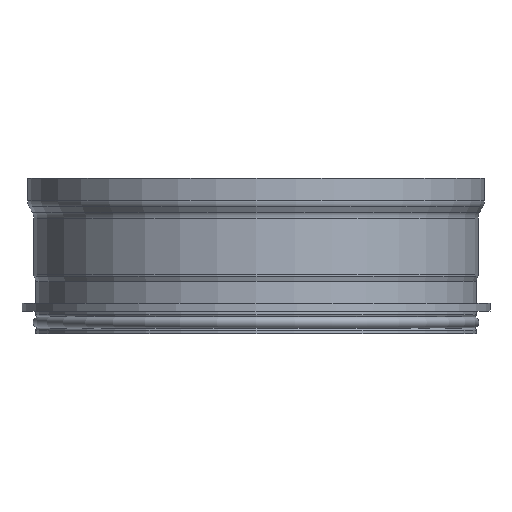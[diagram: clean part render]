
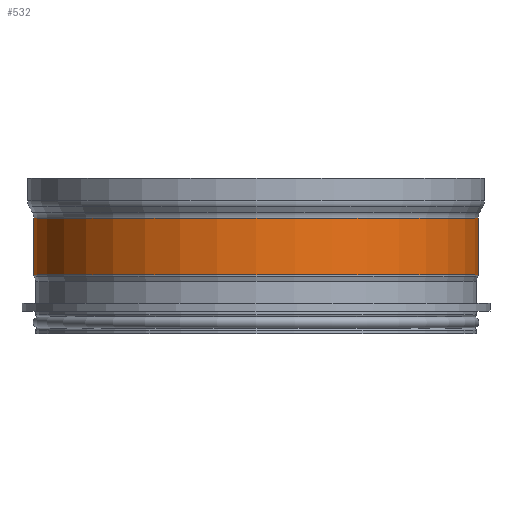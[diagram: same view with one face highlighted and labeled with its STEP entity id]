
A CAD part, front view. The second image highlights one B-rep face of the part: STEP entity #532.
In plain terms, the highlighted cylindrical face has radius 585 mm (diameter 1170 mm), a full revolution.
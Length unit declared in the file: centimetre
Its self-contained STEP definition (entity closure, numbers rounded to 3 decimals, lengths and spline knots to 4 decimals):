
#48=CYLINDRICAL_SURFACE('',#634,58.5);
#73=FACE_OUTER_BOUND('',#111,.T.);
#111=EDGE_LOOP('',(#397,#398,#399,#400,#401,#402));
#157=CIRCLE('',#631,58.5);
#159=CIRCLE('',#633,58.5);
#160=CIRCLE('',#635,58.5);
#161=CIRCLE('',#636,58.5);
#223=VERTEX_POINT('',#994);
#224=VERTEX_POINT('',#995);
#225=VERTEX_POINT('',#1000);
#226=VERTEX_POINT('',#1001);
#286=EDGE_CURVE('',#223,#224,#157,.T.);
#288=EDGE_CURVE('',#224,#223,#159,.T.);
#289=EDGE_CURVE('',#225,#226,#160,.T.);
#290=EDGE_CURVE('',#226,#225,#161,.T.);
#291=EDGE_CURVE('',#226,#224,#570,.T.);
#397=ORIENTED_EDGE('',*,*,#289,.F.);
#398=ORIENTED_EDGE('',*,*,#290,.F.);
#399=ORIENTED_EDGE('',*,*,#291,.T.);
#400=ORIENTED_EDGE('',*,*,#288,.T.);
#401=ORIENTED_EDGE('',*,*,#286,.T.);
#402=ORIENTED_EDGE('',*,*,#291,.F.);
#532=ADVANCED_FACE('',(#73),#48,.T.);
#570=LINE('',#1004,#586);
#586=VECTOR('',#790,58.5);
#631=AXIS2_PLACEMENT_3D('',#996,#778,#779);
#633=AXIS2_PLACEMENT_3D('',#998,#782,#783);
#634=AXIS2_PLACEMENT_3D('',#999,#784,#785);
#635=AXIS2_PLACEMENT_3D('',#1002,#786,#787);
#636=AXIS2_PLACEMENT_3D('',#1003,#788,#789);
#778=DIRECTION('center_axis',(0.,0.,1.));
#779=DIRECTION('ref_axis',(1.,0.,0.));
#782=DIRECTION('center_axis',(0.,0.,1.));
#783=DIRECTION('ref_axis',(1.,0.,0.));
#784=DIRECTION('center_axis',(0.,0.,1.));
#785=DIRECTION('ref_axis',(-1.,0.,0.));
#786=DIRECTION('center_axis',(0.,0.,1.));
#787=DIRECTION('ref_axis',(1.,0.,0.));
#788=DIRECTION('center_axis',(0.,0.,1.));
#789=DIRECTION('ref_axis',(1.,0.,0.));
#790=DIRECTION('',(0.,0.,-1.));
#994=CARTESIAN_POINT('',(-58.5,0.,15.5));
#995=CARTESIAN_POINT('',(58.5,0.,15.5));
#996=CARTESIAN_POINT('Origin',(0.,0.,15.5));
#998=CARTESIAN_POINT('Origin',(0.,0.,15.5));
#999=CARTESIAN_POINT('Origin',(0.,0.,23.));
#1000=CARTESIAN_POINT('',(-58.5,0.,30.5));
#1001=CARTESIAN_POINT('',(58.5,0.,30.5));
#1002=CARTESIAN_POINT('Origin',(0.,0.,30.5));
#1003=CARTESIAN_POINT('Origin',(0.,0.,30.5));
#1004=CARTESIAN_POINT('',(58.5,0.,23.));
